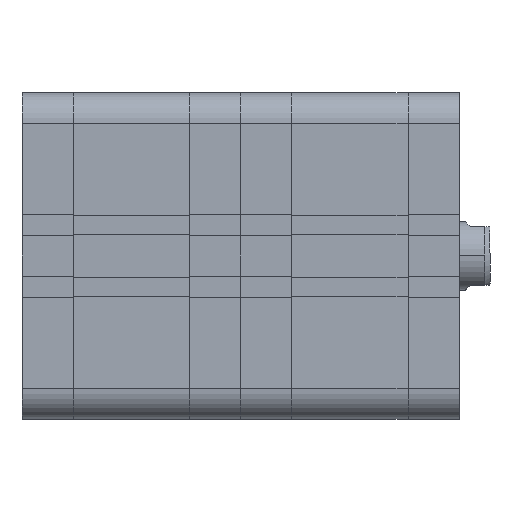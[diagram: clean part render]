
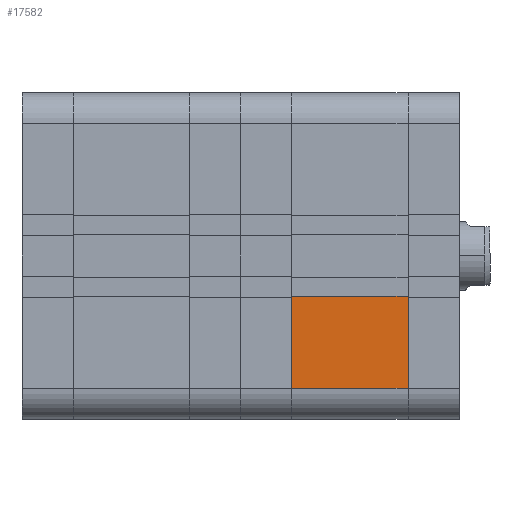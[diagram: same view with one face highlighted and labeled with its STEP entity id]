
A CAD part, front view. The second image highlights one B-rep face of the part: STEP entity #17582.
In plain terms, the highlighted planar face has unit normal (0, -1, 0).
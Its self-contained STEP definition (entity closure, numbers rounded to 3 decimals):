
#2221 = DIRECTION ( 'NONE',  ( 1., 0., 0. ) ) ;
#3419 = ORIENTED_EDGE ( 'NONE', *, *, #15657, .T. ) ;
#3435 = CARTESIAN_POINT ( 'NONE',  ( 0., -47.75, -38.75 ) ) ;
#3830 = LINE ( 'NONE', #6834, #15543 ) ;
#4389 = DIRECTION ( 'NONE',  ( 0., 1., 0. ) ) ;
#4638 = VERTEX_POINT ( 'NONE', #13163 ) ;
#6834 = CARTESIAN_POINT ( 'NONE',  ( 34., -47.75, -47.75 ) ) ;
#7587 = DIRECTION ( 'NONE',  ( 0., 0., 1. ) ) ;
#9240 = EDGE_LOOP ( 'NONE', ( #36506, #3419, #14131, #16944 ) ) ;
#10251 = CARTESIAN_POINT ( 'NONE',  ( 0., -47.75, -47.75 ) ) ;
#10584 = LINE ( 'NONE', #19744, #21799 ) ;
#10814 = LINE ( 'NONE', #10251, #34238 ) ;
#13163 = CARTESIAN_POINT ( 'NONE',  ( 34., -47.75, -11.8 ) ) ;
#13429 = DIRECTION ( 'NONE',  ( 0., 0., -1. ) ) ;
#13687 = EDGE_CURVE ( 'NONE', #4638, #26039, #3830, .T. ) ;
#14131 = ORIENTED_EDGE ( 'NONE', *, *, #17965, .T. ) ;
#15543 = VECTOR ( 'NONE', #35859, 1000. ) ;
#15657 = EDGE_CURVE ( 'NONE', #30451, #18834, #10814, .T. ) ;
#15977 = CARTESIAN_POINT ( 'NONE',  ( 34., -47.75, -47.75 ) ) ;
#16330 = CARTESIAN_POINT ( 'NONE',  ( 34., -47.75, -38.75 ) ) ;
#16944 = ORIENTED_EDGE ( 'NONE', *, *, #13687, .F. ) ;
#17556 = AXIS2_PLACEMENT_3D ( 'NONE', #15977, #4389, #7587 ) ;
#17582 = ADVANCED_FACE ( 'NONE', ( #27787 ), #18587, .F. ) ;
#17965 = EDGE_CURVE ( 'NONE', #18834, #26039, #27511, .T. ) ;
#18587 = PLANE ( 'NONE',  #17556 ) ;
#18834 = VERTEX_POINT ( 'NONE', #3435 ) ;
#19744 = CARTESIAN_POINT ( 'NONE',  ( 34.001, -47.75, -11.8 ) ) ;
#21170 = VECTOR ( 'NONE', #2221, 1000. ) ;
#21799 = VECTOR ( 'NONE', #36639, 1000. ) ;
#21808 = CARTESIAN_POINT ( 'NONE',  ( 0., -47.75, -11.8 ) ) ;
#26039 = VERTEX_POINT ( 'NONE', #16330 ) ;
#27511 = LINE ( 'NONE', #33906, #21170 ) ;
#27787 = FACE_OUTER_BOUND ( 'NONE', #9240, .T. ) ;
#30451 = VERTEX_POINT ( 'NONE', #21808 ) ;
#33906 = CARTESIAN_POINT ( 'NONE',  ( 34., -47.75, -38.75 ) ) ;
#34238 = VECTOR ( 'NONE', #13429, 1000. ) ;
#35859 = DIRECTION ( 'NONE',  ( 0., 0., -1. ) ) ;
#36506 = ORIENTED_EDGE ( 'NONE', *, *, #36718, .T. ) ;
#36639 = DIRECTION ( 'NONE',  ( -1., 0., 0. ) ) ;
#36718 = EDGE_CURVE ( 'NONE', #4638, #30451, #10584, .T. ) ;
